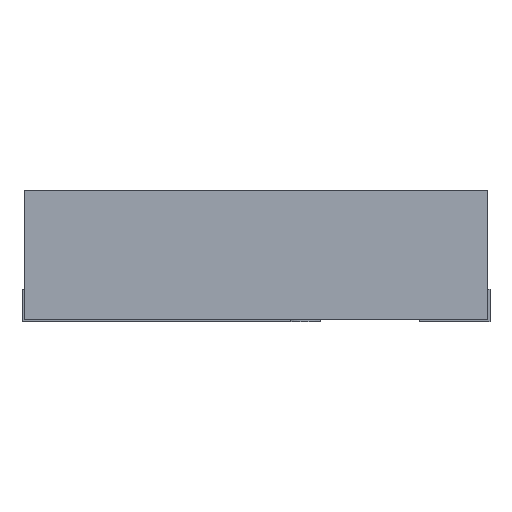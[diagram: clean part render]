
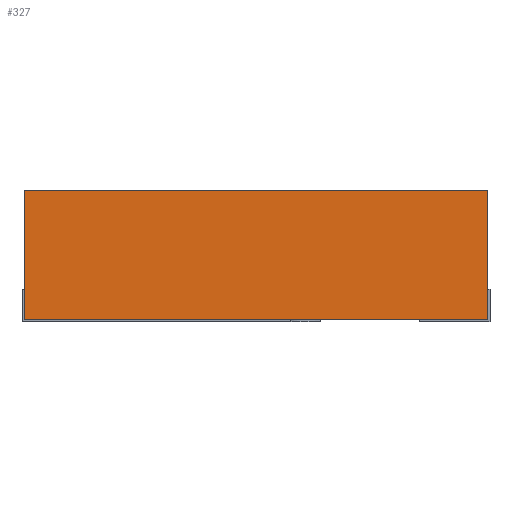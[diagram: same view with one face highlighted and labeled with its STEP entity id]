
A CAD part, front view. The second image highlights one B-rep face of the part: STEP entity #327.
In plain terms, the highlighted planar face has unit normal (0, -1, 0).
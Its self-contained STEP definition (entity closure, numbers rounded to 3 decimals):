
#65 = CARTESIAN_POINT ( 'NONE',  ( -0.15, -0.25, 0.65 ) ) ;
#74 = VECTOR ( 'NONE', #598, 1000. ) ;
#127 = EDGE_CURVE ( 'NONE', #1731, #694, #676, .T. ) ;
#169 = CARTESIAN_POINT ( 'NONE',  ( 2.15, -0.25, 0.01 ) ) ;
#221 = EDGE_CURVE ( 'NONE', #1020, #1731, #1025, .T. ) ;
#301 = DIRECTION ( 'NONE',  ( 0., 0., -1. ) ) ;
#327 = ADVANCED_FACE ( 'NONE', ( #887 ), #863, .T. ) ;
#352 = EDGE_CURVE ( 'NONE', #1020, #654, #1933, .T. ) ;
#578 = ORIENTED_EDGE ( 'NONE', *, *, #221, .T. ) ;
#598 = DIRECTION ( 'NONE',  ( 0., 0., -1. ) ) ;
#654 = VERTEX_POINT ( 'NONE', #169 ) ;
#655 = LINE ( 'NONE', #1235, #965 ) ;
#676 = LINE ( 'NONE', #1273, #959 ) ;
#694 = VERTEX_POINT ( 'NONE', #1687 ) ;
#709 = CARTESIAN_POINT ( 'NONE',  ( 0., -0.25, 0.65 ) ) ;
#710 = ORIENTED_EDGE ( 'NONE', *, *, #127, .T. ) ;
#735 = DIRECTION ( 'NONE',  ( -1., 0., 0. ) ) ;
#753 = EDGE_CURVE ( 'NONE', #694, #654, #655, .T. ) ;
#863 = PLANE ( 'NONE',  #1837 ) ;
#887 = FACE_OUTER_BOUND ( 'NONE', #1035, .T. ) ;
#959 = VECTOR ( 'NONE', #1566, 1000. ) ;
#965 = VECTOR ( 'NONE', #1076, 1000. ) ;
#1020 = VERTEX_POINT ( 'NONE', #1669 ) ;
#1025 = LINE ( 'NONE', #709, #1646 ) ;
#1035 = EDGE_LOOP ( 'NONE', ( #578, #710, #1867, #1371 ) ) ;
#1076 = DIRECTION ( 'NONE',  ( 1., 0., 0. ) ) ;
#1224 = CARTESIAN_POINT ( 'NONE',  ( 0., -0.25, 0. ) ) ;
#1235 = CARTESIAN_POINT ( 'NONE',  ( 0.01, -0.25, 0.01 ) ) ;
#1273 = CARTESIAN_POINT ( 'NONE',  ( -0.15, -0.25, 0. ) ) ;
#1371 = ORIENTED_EDGE ( 'NONE', *, *, #352, .F. ) ;
#1373 = DIRECTION ( 'NONE',  ( 0., -1., 0. ) ) ;
#1566 = DIRECTION ( 'NONE',  ( 0., 0., -1. ) ) ;
#1646 = VECTOR ( 'NONE', #735, 1000. ) ;
#1669 = CARTESIAN_POINT ( 'NONE',  ( 2.15, -0.25, 0.65 ) ) ;
#1687 = CARTESIAN_POINT ( 'NONE',  ( -0.15, -0.25, 0.01 ) ) ;
#1731 = VERTEX_POINT ( 'NONE', #65 ) ;
#1816 = CARTESIAN_POINT ( 'NONE',  ( 2.15, -0.25, 0. ) ) ;
#1837 = AXIS2_PLACEMENT_3D ( 'NONE', #1224, #1373, #301 ) ;
#1867 = ORIENTED_EDGE ( 'NONE', *, *, #753, .T. ) ;
#1933 = LINE ( 'NONE', #1816, #74 ) ;
